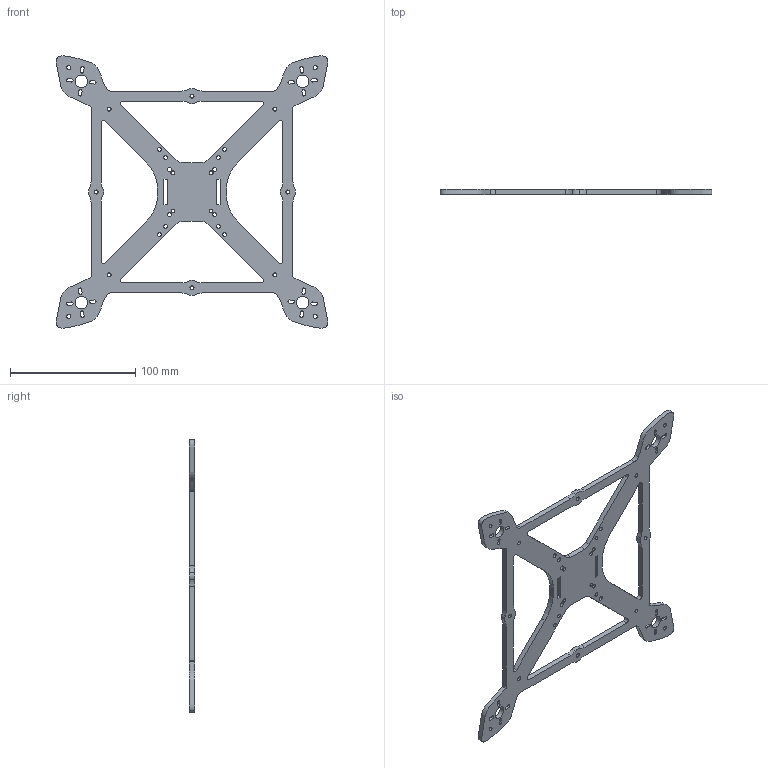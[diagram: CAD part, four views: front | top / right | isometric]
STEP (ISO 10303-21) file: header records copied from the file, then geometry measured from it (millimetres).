
FILE_DESCRIPTION(/* description */ ('STEP AP242','CAx-IF Rec.Pracs.---Representation and Presentation of Product Manufacturing Information (PMI)---4.0---2014-10-13','CAx-IF Rec.Pracs.---3D Tessellated Geometry---0.4---2014-09-14','2;1'),/* implementation_level */ '2;1');
FILE_NAME(/* name */ '671a144fc2140f176d93758e',/* time_stamp */ '2024-10-24T09:33:04Z',/* author */ (''),/* organization */ (''),/* preprocessor_version */ 'ST-DEVELOPER v20',/* originating_system */ ' ',/* authorisation */ ' ');
FILE_SCHEMA (('AP242_MANAGED_MODEL_BASED_3D_ENGINEERING_MIM_LF { 1 0 10303 442 1 1 4 }'));
Length unit declared in the file: metre
Products named in the file (1): Part 1
Bounding box: 216.99 x 4 x 217.53 mm (x, y, z)
Volume: 63300.4 mm3; surface area: 42685.7 mm2
Topology: 1 solids, 1 shells, 194 faces, 576 edges, 384 vertices
Faces by surface type: cylinder 112, plane 74, bspline 8
Full cylindrical faces by diameter (mm): 3 x2, 3.1 x4, 3.2 x22, 10 x4
Entity records: 7198 total; most frequent: CARTESIAN_POINT 1715, DIRECTION 1126, ORIENTED_EDGE 1088, EDGE_CURVE 544, AXIS2_PLACEMENT_3D 411, VERTEX_POINT 384, EDGE_LOOP 334, FACE_BOUND 334
